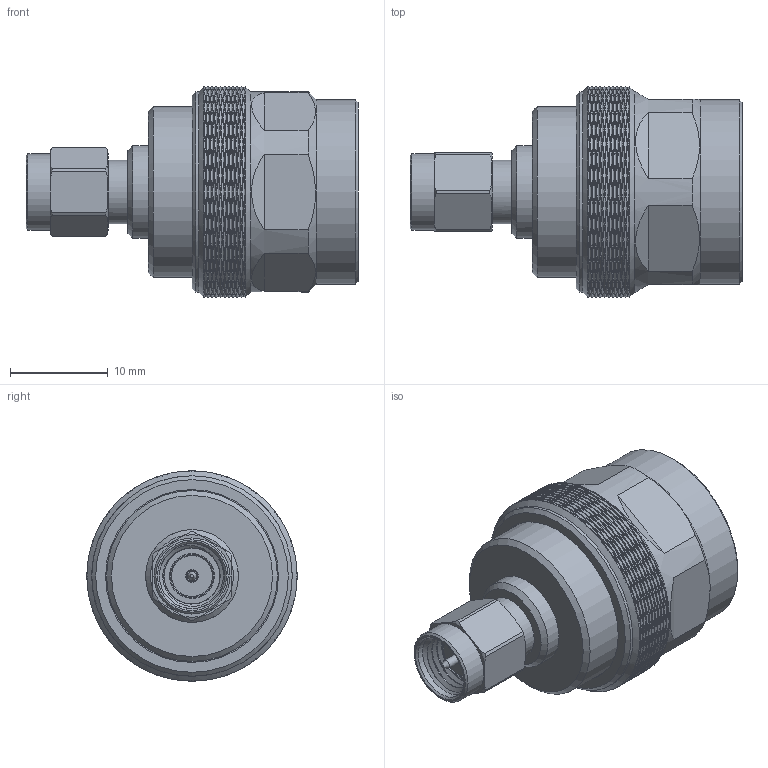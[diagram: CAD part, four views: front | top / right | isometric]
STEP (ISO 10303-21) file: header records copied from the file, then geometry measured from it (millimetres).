
FILE_DESCRIPTION(/* description */ ('Unknown'),/* implementation_level */ '2;1');
FILE_NAME(/* name */ '64403204211000',/* time_stamp */ '2022-11-10T10:47:03+01:00',/* author */ ('Unknown'),/* organization */ ('Unknown'),/* preprocessor_version */ 'ST-DEVELOPER v18.102',/* originating_system */ 'Solid Edge',/* authorisation */ 'Unknown');
FILE_SCHEMA (('AUTOMOTIVE_DESIGN {1 0 10303 214 3 1 1}'));
Products named in the file (1): 64403204211000
Bounding box: 34 x 21.54 x 21.54 mm (x, y, z)
Volume: 4822.7 mm3; surface area: 6381.6 mm2
Topology: 1 solids, 1 shells, 2201 faces, 4450 edges, 2276 vertices
Faces by surface type: bspline 1604, cylinder 461, plane 104, cone 22, torus 10
Full cylindrical faces by diameter (mm): 0.92 x1, 1.27 x1, 1.3 x1, 1.6 x1, 2.46 x1, 2.95 x1, 4.2 x1, 4.58 x2, 6 x1, 6.5 x2, 6.66 x6, 6.98 x1, 7 x2, 7.3 x1, 7.8 x1, 8 x1, 9.5 x1, 14.9 x1, 15.6 x1, 16.22 x1, 17.5 x2, 17.7 x2, 18.93 x1, 19.5 x1, 20.53 x2
Entity records: 91958 total; most frequent: CARTESIAN_POINT 47839, ORIENTED_EDGE 8700, EDGE_CURVE 4350, B_SPLINE_CURVE_WITH_KNOTS 3244, EDGE_LOOP 2282, FACE_BOUND 2282, VERTEX_POINT 2238, STYLED_ITEM 2196
